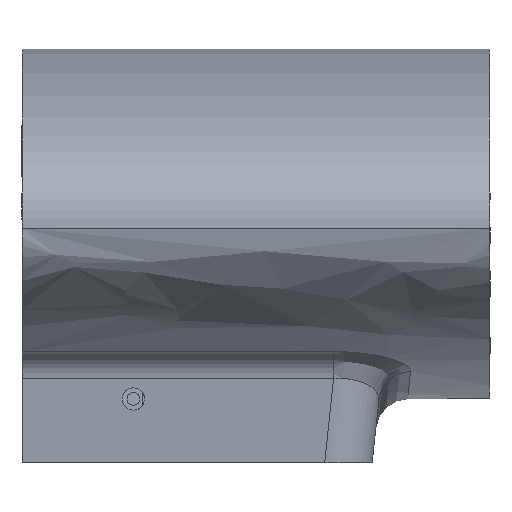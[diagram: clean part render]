
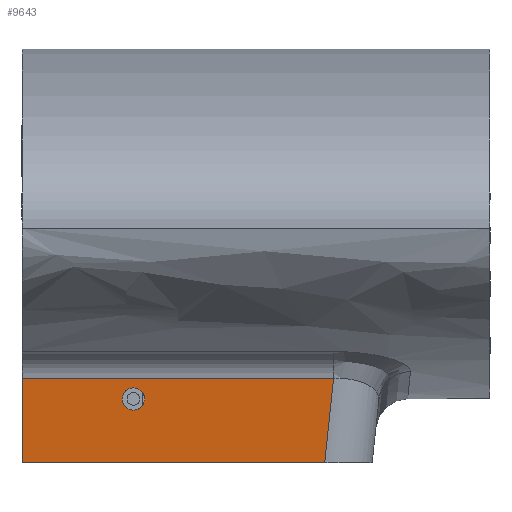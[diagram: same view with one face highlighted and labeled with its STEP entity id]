
A CAD part, left-side view. The second image highlights one B-rep face of the part: STEP entity #9643.
In plain terms, the highlighted planar face has unit normal (-0.995, 0, -0.104).
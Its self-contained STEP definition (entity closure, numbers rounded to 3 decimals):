
#9 = LINE ( 'NONE', #364, #1092 ) ;
#291 = LINE ( 'NONE', #4338, #4911 ) ;
#364 = CARTESIAN_POINT ( 'NONE',  ( -107.775, 51., 26.407 ) ) ;
#496 = VERTEX_POINT ( 'NONE', #3085 ) ;
#677 = CARTESIAN_POINT ( 'NONE',  ( -107.102, 12.5, 20. ) ) ;
#1092 = VECTOR ( 'NONE', #4234, 1000. ) ;
#1314 = EDGE_CURVE ( 'NONE', #496, #2558, #9, .T. ) ;
#1319 = VERTEX_POINT ( 'NONE', #4264 ) ;
#1369 = CARTESIAN_POINT ( 'NONE',  ( -105., -44.082, 0. ) ) ;
#1683 = EDGE_CURVE ( 'NONE', #3088, #1319, #3054, .T. ) ;
#1729 = CARTESIAN_POINT ( 'NONE',  ( -106.366, 12.5, 13. ) ) ;
#1760 = EDGE_CURVE ( 'NONE', #1319, #3088, #3783, .T. ) ;
#1875 = CARTESIAN_POINT ( 'NONE',  ( -106.366, 19.5, 13. ) ) ;
#1964 = CARTESIAN_POINT ( 'NONE',  ( -107.102, 19.5, 20. ) ) ;
#2377 = VECTOR ( 'NONE', #4548, 1000. ) ;
#2500 = ORIENTED_EDGE ( 'NONE', *, *, #8495, .T. ) ;
#2558 = VERTEX_POINT ( 'NONE', #2718 ) ;
#2698 = LINE ( 'NONE', #8118, #7574 ) ;
#2718 = CARTESIAN_POINT ( 'NONE',  ( -107.775, 51., 26.407 ) ) ;
#2991 = FACE_OUTER_BOUND ( 'NONE', #9013, .T. ) ;
#3054 =( BOUNDED_CURVE ( )  B_SPLINE_CURVE ( 3, ( #677, #1729, #1875, #1964 ),
 .UNSPECIFIED., .F., .F. ) 
 B_SPLINE_CURVE_WITH_KNOTS ( ( 4, 4 ),
 ( 4.712, 7.854 ),
 .UNSPECIFIED. ) 
 CURVE ( )  GEOMETRIC_REPRESENTATION_ITEM ( )  RATIONAL_B_SPLINE_CURVE ( ( 1., 0.333, 0.333, 1. ) ) 
 REPRESENTATION_ITEM ( '' )  );
#3085 = CARTESIAN_POINT ( 'NONE',  ( -107.775, -46.858, 26.407 ) ) ;
#3088 = VERTEX_POINT ( 'NONE', #3214 ) ;
#3214 = CARTESIAN_POINT ( 'NONE',  ( -107.102, 12.5, 20. ) ) ;
#3783 =( BOUNDED_CURVE ( )  B_SPLINE_CURVE ( 3, ( #5952, #9695, #9772, #9761 ),
 .UNSPECIFIED., .F., .F. ) 
 B_SPLINE_CURVE_WITH_KNOTS ( ( 4, 4 ),
 ( 1.571, 4.712 ),
 .UNSPECIFIED. ) 
 CURVE ( )  GEOMETRIC_REPRESENTATION_ITEM ( )  RATIONAL_B_SPLINE_CURVE ( ( 1., 0.333, 0.333, 1. ) ) 
 REPRESENTATION_ITEM ( '' )  );
#3990 = FACE_BOUND ( 'NONE', #8755, .T. ) ;
#4227 = ORIENTED_EDGE ( 'NONE', *, *, #9524, .F. ) ;
#4234 = DIRECTION ( 'NONE',  ( 0., 1., 0. ) ) ;
#4264 = CARTESIAN_POINT ( 'NONE',  ( -107.102, 19.5, 20. ) ) ;
#4338 = CARTESIAN_POINT ( 'NONE',  ( -105., -44.082, 0. ) ) ;
#4495 = ORIENTED_EDGE ( 'NONE', *, *, #1314, .T. ) ;
#4548 = DIRECTION ( 'NONE',  ( -0.105, 0., 0.995 ) ) ;
#4572 = CARTESIAN_POINT ( 'NONE',  ( -105., 51., 0. ) ) ;
#4835 = VERTEX_POINT ( 'NONE', #7554 ) ;
#4911 = VECTOR ( 'NONE', #6329, 1000. ) ;
#5952 = CARTESIAN_POINT ( 'NONE',  ( -107.102, 19.5, 20. ) ) ;
#6280 = LINE ( 'NONE', #4572, #2377 ) ;
#6329 = DIRECTION ( 'NONE',  ( -0.104, -0.104, 0.989 ) ) ;
#6634 = ORIENTED_EDGE ( 'NONE', *, *, #8578, .F. ) ;
#7113 = ORIENTED_EDGE ( 'NONE', *, *, #1683, .T. ) ;
#7451 = DIRECTION ( 'NONE',  ( -0.105, 0., 0.995 ) ) ;
#7461 = DIRECTION ( 'NONE',  ( -0.995, 0., -0.105 ) ) ;
#7488 = PLANE ( 'NONE',  #9176 ) ;
#7554 = CARTESIAN_POINT ( 'NONE',  ( -105., 51., 0. ) ) ;
#7574 = VECTOR ( 'NONE', #8104, 1000. ) ;
#7573 = CARTESIAN_POINT ( 'NONE',  ( -105., 51., 0. ) ) ;
#8104 = DIRECTION ( 'NONE',  ( 0., 1., 0. ) ) ;
#8118 = CARTESIAN_POINT ( 'NONE',  ( -105., -59., 0. ) ) ;
#8495 = EDGE_CURVE ( 'NONE', #8919, #496, #291, .T. ) ;
#8578 = EDGE_CURVE ( 'NONE', #4835, #2558, #6280, .T. ) ;
#8755 = EDGE_LOOP ( 'NONE', ( #9806, #7113 ) ) ;
#8919 = VERTEX_POINT ( 'NONE', #1369 ) ;
#9013 = EDGE_LOOP ( 'NONE', ( #6634, #4227, #2500, #4495 ) ) ;
#9176 = AXIS2_PLACEMENT_3D ( 'NONE', #7573, #7461, #7451 ) ;
#9524 = EDGE_CURVE ( 'NONE', #8919, #4835, #2698, .T. ) ;
#9643 = ADVANCED_FACE ( 'NONE', ( #3990, #2991 ), #7488, .T. ) ;
#9695 = CARTESIAN_POINT ( 'NONE',  ( -107.838, 19.5, 27. ) ) ;
#9761 = CARTESIAN_POINT ( 'NONE',  ( -107.102, 12.5, 20. ) ) ;
#9772 = CARTESIAN_POINT ( 'NONE',  ( -107.838, 12.5, 27. ) ) ;
#9806 = ORIENTED_EDGE ( 'NONE', *, *, #1760, .T. ) ;
